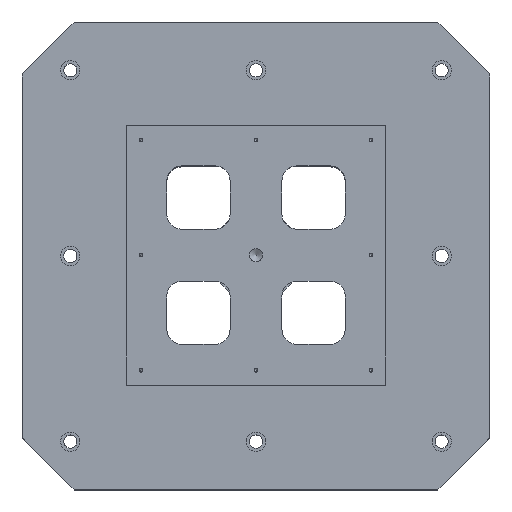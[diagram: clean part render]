
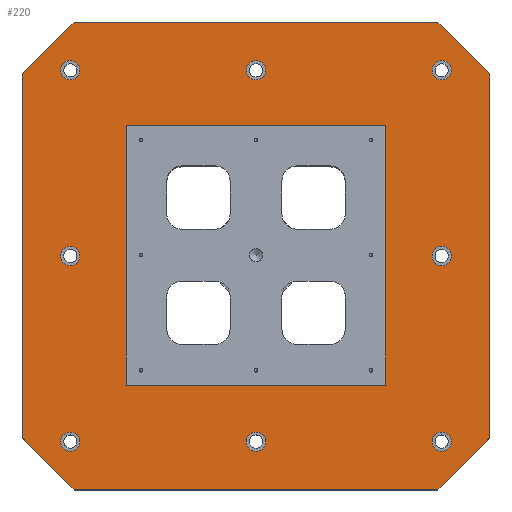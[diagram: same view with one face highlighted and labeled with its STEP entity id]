
A CAD part, top view. The second image highlights one B-rep face of the part: STEP entity #220.
In plain terms, the highlighted planar face has unit normal (0, 0, 1).
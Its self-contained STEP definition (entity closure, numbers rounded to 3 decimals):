
#220 = ADVANCED_FACE( '', ( #701, #702, #703, #704, #705, #706, #707, #708, #709, #710 ), #711, .F. );
#701 = FACE_BOUND( '', #1800, .T. );
#702 = FACE_BOUND( '', #1801, .T. );
#703 = FACE_BOUND( '', #1802, .T. );
#704 = FACE_BOUND( '', #1803, .T. );
#705 = FACE_BOUND( '', #1804, .T. );
#706 = FACE_BOUND( '', #1805, .T. );
#707 = FACE_BOUND( '', #1806, .T. );
#708 = FACE_BOUND( '', #1807, .T. );
#709 = FACE_OUTER_BOUND( '', #1808, .T. );
#710 = FACE_BOUND( '', #1809, .T. );
#711 = PLANE( '', #1810 );
#1800 = EDGE_LOOP( '', ( #3490 ) );
#1801 = EDGE_LOOP( '', ( #3491 ) );
#1802 = EDGE_LOOP( '', ( #3492 ) );
#1803 = EDGE_LOOP( '', ( #3493 ) );
#1804 = EDGE_LOOP( '', ( #3494 ) );
#1805 = EDGE_LOOP( '', ( #3495 ) );
#1806 = EDGE_LOOP( '', ( #3496 ) );
#1807 = EDGE_LOOP( '', ( #3497 ) );
#1808 = EDGE_LOOP( '', ( #3498, #3499, #3500, #3501, #3502, #3503, #3504, #3505 ) );
#1809 = EDGE_LOOP( '', ( #3506, #3507, #3508, #3509 ) );
#1810 = AXIS2_PLACEMENT_3D( '', #3510, #3511, #3512 );
#3490 = ORIENTED_EDGE( '', *, *, #5355, .T. );
#3491 = ORIENTED_EDGE( '', *, *, #5356, .T. );
#3492 = ORIENTED_EDGE( '', *, *, #5357, .T. );
#3493 = ORIENTED_EDGE( '', *, *, #5358, .T. );
#3494 = ORIENTED_EDGE( '', *, *, #5359, .T. );
#3495 = ORIENTED_EDGE( '', *, *, #5360, .T. );
#3496 = ORIENTED_EDGE( '', *, *, #5361, .T. );
#3497 = ORIENTED_EDGE( '', *, *, #5362, .T. );
#3498 = ORIENTED_EDGE( '', *, *, #5354, .T. );
#3499 = ORIENTED_EDGE( '', *, *, #5128, .T. );
#3500 = ORIENTED_EDGE( '', *, *, #5363, .T. );
#3501 = ORIENTED_EDGE( '', *, *, #4944, .T. );
#3502 = ORIENTED_EDGE( '', *, *, #5364, .T. );
#3503 = ORIENTED_EDGE( '', *, *, #5145, .T. );
#3504 = ORIENTED_EDGE( '', *, *, #5365, .T. );
#3505 = ORIENTED_EDGE( '', *, *, #5141, .T. );
#3506 = ORIENTED_EDGE( '', *, *, #5366, .F. );
#3507 = ORIENTED_EDGE( '', *, *, #5367, .F. );
#3508 = ORIENTED_EDGE( '', *, *, #5368, .F. );
#3509 = ORIENTED_EDGE( '', *, *, #5369, .F. );
#3510 = CARTESIAN_POINT( '', ( -315., 315., 50. ) );
#3511 = DIRECTION( '', ( 0., 0., -1. ) );
#3512 = DIRECTION( '', ( -1., 0., 0. ) );
#4944 = EDGE_CURVE( '', #5750, #5751, #5752, .F. );
#5128 = EDGE_CURVE( '', #6082, #6083, #6084, .F. );
#5141 = EDGE_CURVE( '', #6105, #6106, #6107, .F. );
#5145 = EDGE_CURVE( '', #6113, #6114, #6115, .F. );
#5354 = EDGE_CURVE( '', #6106, #6082, #6424, .T. );
#5355 = EDGE_CURVE( '', #6425, #6425, #6426, .T. );
#5356 = EDGE_CURVE( '', #6427, #6427, #6428, .T. );
#5357 = EDGE_CURVE( '', #6429, #6429, #6430, .T. );
#5358 = EDGE_CURVE( '', #6431, #6431, #6432, .T. );
#5359 = EDGE_CURVE( '', #6433, #6433, #6434, .T. );
#5360 = EDGE_CURVE( '', #6435, #6435, #6436, .T. );
#5361 = EDGE_CURVE( '', #6437, #6437, #6438, .T. );
#5362 = EDGE_CURVE( '', #6439, #6439, #6440, .T. );
#5363 = EDGE_CURVE( '', #6083, #5750, #6441, .T. );
#5364 = EDGE_CURVE( '', #5751, #6113, #6442, .T. );
#5365 = EDGE_CURVE( '', #6114, #6105, #6443, .T. );
#5366 = EDGE_CURVE( '', #6444, #6445, #6446, .T. );
#5367 = EDGE_CURVE( '', #6447, #6444, #6448, .T. );
#5368 = EDGE_CURVE( '', #6449, #6447, #6450, .T. );
#5369 = EDGE_CURVE( '', #6445, #6449, #6451, .T. );
#5750 = VERTEX_POINT( '', #7040 );
#5751 = VERTEX_POINT( '', #7041 );
#5752 = LINE( '', #7042, #7043 );
#6082 = VERTEX_POINT( '', #8372 );
#6083 = VERTEX_POINT( '', #8373 );
#6084 = LINE( '', #8374, #8375 );
#6105 = VERTEX_POINT( '', #8452 );
#6106 = VERTEX_POINT( '', #8453 );
#6107 = LINE( '', #8454, #8455 );
#6113 = VERTEX_POINT( '', #8464 );
#6114 = VERTEX_POINT( '', #8465 );
#6115 = LINE( '', #8466, #8467 );
#6424 = LINE( '', #9133, #9134 );
#6425 = VERTEX_POINT( '', #9135 );
#6426 = CIRCLE( '', #9136, 13. );
#6427 = VERTEX_POINT( '', #9137 );
#6428 = CIRCLE( '', #9138, 13. );
#6429 = VERTEX_POINT( '', #9139 );
#6430 = CIRCLE( '', #9140, 13. );
#6431 = VERTEX_POINT( '', #9141 );
#6432 = CIRCLE( '', #9142, 13. );
#6433 = VERTEX_POINT( '', #9143 );
#6434 = CIRCLE( '', #9144, 13. );
#6435 = VERTEX_POINT( '', #9145 );
#6436 = CIRCLE( '', #9146, 13. );
#6437 = VERTEX_POINT( '', #9147 );
#6438 = CIRCLE( '', #9148, 13. );
#6439 = VERTEX_POINT( '', #9149 );
#6440 = CIRCLE( '', #9150, 13. );
#6441 = LINE( '', #9151, #9152 );
#6442 = LINE( '', #9153, #9154 );
#6443 = LINE( '', #9155, #9156 );
#6444 = VERTEX_POINT( '', #9157 );
#6445 = VERTEX_POINT( '', #9158 );
#6446 = LINE( '', #9159, #9160 );
#6447 = VERTEX_POINT( '', #9161 );
#6448 = LINE( '', #9162, #9163 );
#6449 = VERTEX_POINT( '', #9164 );
#6450 = LINE( '', #9165, #9166 );
#6451 = LINE( '', #9167, #9168 );
#7040 = CARTESIAN_POINT( '', ( -315., -245., 50. ) );
#7041 = CARTESIAN_POINT( '', ( -245., -315., 50. ) );
#7042 = CARTESIAN_POINT( '', ( -245., -315., 50. ) );
#7043 = VECTOR( '', #9940, 1000. );
#8372 = CARTESIAN_POINT( '', ( -245., 315., 50. ) );
#8373 = CARTESIAN_POINT( '', ( -315., 245., 50. ) );
#8374 = CARTESIAN_POINT( '', ( -315., 245., 50. ) );
#8375 = VECTOR( '', #10194, 1000. );
#8452 = CARTESIAN_POINT( '', ( 315., 245., 50. ) );
#8453 = CARTESIAN_POINT( '', ( 245., 315., 50. ) );
#8454 = CARTESIAN_POINT( '', ( 245., 315., 50. ) );
#8455 = VECTOR( '', #10217, 1000. );
#8464 = CARTESIAN_POINT( '', ( 245., -315., 50. ) );
#8465 = CARTESIAN_POINT( '', ( 315., -245., 50. ) );
#8466 = CARTESIAN_POINT( '', ( 315., -245., 50. ) );
#8467 = VECTOR( '', #10221, 1000. );
#9133 = CARTESIAN_POINT( '', ( 315., 315., 50. ) );
#9134 = VECTOR( '', #10614, 1000. );
#9135 = CARTESIAN_POINT( '', ( -250., -263., 50. ) );
#9136 = AXIS2_PLACEMENT_3D( '', #10615, #10616, #10617 );
#9137 = CARTESIAN_POINT( '', ( -250., 237., 50. ) );
#9138 = AXIS2_PLACEMENT_3D( '', #10618, #10619, #10620 );
#9139 = CARTESIAN_POINT( '', ( 0., -263., 50. ) );
#9140 = AXIS2_PLACEMENT_3D( '', #10621, #10622, #10623 );
#9141 = CARTESIAN_POINT( '', ( 250., -263., 50. ) );
#9142 = AXIS2_PLACEMENT_3D( '', #10624, #10625, #10626 );
#9143 = CARTESIAN_POINT( '', ( 250., -13., 50. ) );
#9144 = AXIS2_PLACEMENT_3D( '', #10627, #10628, #10629 );
#9145 = CARTESIAN_POINT( '', ( 250., 237., 50. ) );
#9146 = AXIS2_PLACEMENT_3D( '', #10630, #10631, #10632 );
#9147 = CARTESIAN_POINT( '', ( 0., 237., 50. ) );
#9148 = AXIS2_PLACEMENT_3D( '', #10633, #10634, #10635 );
#9149 = CARTESIAN_POINT( '', ( -250., -13., 50. ) );
#9150 = AXIS2_PLACEMENT_3D( '', #10636, #10637, #10638 );
#9151 = CARTESIAN_POINT( '', ( -315., 315., 50. ) );
#9152 = VECTOR( '', #10639, 1000. );
#9153 = CARTESIAN_POINT( '', ( -315., -315., 50. ) );
#9154 = VECTOR( '', #10640, 1000. );
#9155 = CARTESIAN_POINT( '', ( 315., -315., 50. ) );
#9156 = VECTOR( '', #10641, 1000. );
#9157 = CARTESIAN_POINT( '', ( -175., 175., 50. ) );
#9158 = CARTESIAN_POINT( '', ( -175., -175., 50. ) );
#9159 = CARTESIAN_POINT( '', ( -175., 315., 50. ) );
#9160 = VECTOR( '', #10642, 1000. );
#9161 = CARTESIAN_POINT( '', ( 175., 175., 50. ) );
#9162 = CARTESIAN_POINT( '', ( -315., 175., 50. ) );
#9163 = VECTOR( '', #10643, 1000. );
#9164 = CARTESIAN_POINT( '', ( 175., -175., 50. ) );
#9165 = CARTESIAN_POINT( '', ( 175., 315., 50. ) );
#9166 = VECTOR( '', #10644, 1000. );
#9167 = CARTESIAN_POINT( '', ( -315., -175., 50. ) );
#9168 = VECTOR( '', #10645, 1000. );
#9940 = DIRECTION( '', ( -0.707, 0.707, 0. ) );
#10194 = DIRECTION( '', ( 0.707, 0.707, 0. ) );
#10217 = DIRECTION( '', ( 0.707, -0.707, 0. ) );
#10221 = DIRECTION( '', ( -0.707, -0.707, 0. ) );
#10614 = DIRECTION( '', ( -1., 0., 0. ) );
#10615 = CARTESIAN_POINT( '', ( -250., -250., 50. ) );
#10616 = DIRECTION( '', ( 0., 0., -1. ) );
#10617 = DIRECTION( '', ( 0., -1., 0. ) );
#10618 = CARTESIAN_POINT( '', ( -250., 250., 50. ) );
#10619 = DIRECTION( '', ( 0., 0., -1. ) );
#10620 = DIRECTION( '', ( 0., -1., 0. ) );
#10621 = CARTESIAN_POINT( '', ( 0., -250., 50. ) );
#10622 = DIRECTION( '', ( 0., 0., -1. ) );
#10623 = DIRECTION( '', ( 0., -1., 0. ) );
#10624 = CARTESIAN_POINT( '', ( 250., -250., 50. ) );
#10625 = DIRECTION( '', ( 0., 0., -1. ) );
#10626 = DIRECTION( '', ( 0., -1., 0. ) );
#10627 = CARTESIAN_POINT( '', ( 250., 0., 50. ) );
#10628 = DIRECTION( '', ( 0., 0., -1. ) );
#10629 = DIRECTION( '', ( 0., -1., 0. ) );
#10630 = CARTESIAN_POINT( '', ( 250., 250., 50. ) );
#10631 = DIRECTION( '', ( 0., 0., -1. ) );
#10632 = DIRECTION( '', ( 0., -1., 0. ) );
#10633 = CARTESIAN_POINT( '', ( 0., 250., 50. ) );
#10634 = DIRECTION( '', ( 0., 0., -1. ) );
#10635 = DIRECTION( '', ( 0., -1., 0. ) );
#10636 = CARTESIAN_POINT( '', ( -250., 0., 50. ) );
#10637 = DIRECTION( '', ( 0., 0., -1. ) );
#10638 = DIRECTION( '', ( 0., -1., 0. ) );
#10639 = DIRECTION( '', ( 0., -1., 0. ) );
#10640 = DIRECTION( '', ( 1., 0., 0. ) );
#10641 = DIRECTION( '', ( 0., 1., 0. ) );
#10642 = DIRECTION( '', ( 0., -1., 0. ) );
#10643 = DIRECTION( '', ( -1., 0., 0. ) );
#10644 = DIRECTION( '', ( 0., 1., 0. ) );
#10645 = DIRECTION( '', ( 1., 0., 0. ) );
